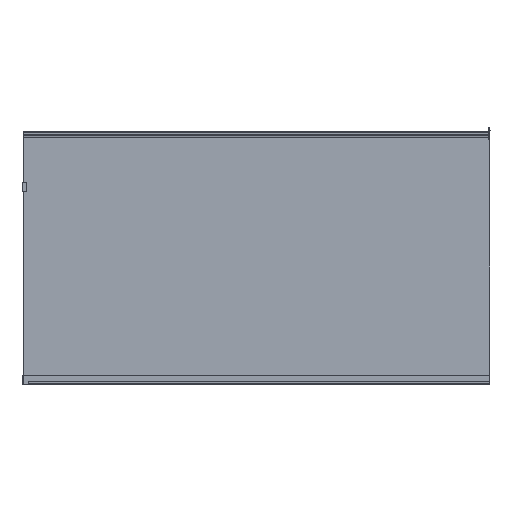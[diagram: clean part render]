
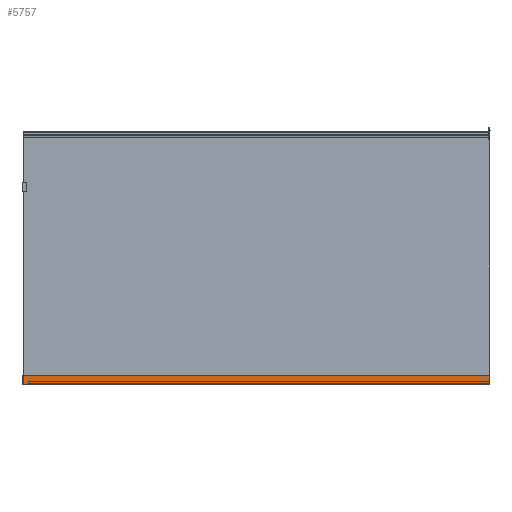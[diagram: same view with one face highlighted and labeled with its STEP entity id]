
A CAD part, left-side view. The second image highlights one B-rep face of the part: STEP entity #5757.
In plain terms, the highlighted cylindrical face has radius 960.746 mm (diameter 1921.49 mm), a partial arc.
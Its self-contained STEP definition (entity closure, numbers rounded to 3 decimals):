
#1853 = CYLINDRICAL_SURFACE ( 'NONE', #4795, 960.747 ) ;
#2807 = EDGE_LOOP ( 'NONE', ( #43558, #18031, #32670, #21666 ) ) ;
#3895 = DIRECTION ( 'NONE',  ( 0., 1., 0. ) ) ;
#4733 = CARTESIAN_POINT ( 'NONE',  ( -4.65, 975.3, -473.706 ) ) ;
#4795 = AXIS2_PLACEMENT_3D ( 'NONE', #5351, #26671, #33976 ) ;
#4813 = EDGE_CURVE ( 'NONE', #25024, #31571, #25008, .T. ) ;
#5351 = CARTESIAN_POINT ( 'NONE',  ( 955.897, 975., -454.099 ) ) ;
#5757 = ADVANCED_FACE ( 'NONE', ( #18007 ), #1853, .T. ) ;
#6079 = EDGE_CURVE ( 'NONE', #8462, #25024, #28310, .T. ) ;
#8379 = CARTESIAN_POINT ( 'NONE',  ( -4.65, 975.3, -434.49 ) ) ;
#8462 = VERTEX_POINT ( 'NONE', #41697 ) ;
#11751 = DIRECTION ( 'NONE',  ( 0., 1., 0. ) ) ;
#12142 = CARTESIAN_POINT ( 'NONE',  ( 955.897, 975.3, -454.099 ) ) ;
#12627 = DIRECTION ( 'NONE',  ( 0., -1., 0. ) ) ;
#12900 = AXIS2_PLACEMENT_3D ( 'NONE', #15439, #11751, #37374 ) ;
#13137 = CARTESIAN_POINT ( 'NONE',  ( -4.65, 975., -473.706 ) ) ;
#15012 = EDGE_CURVE ( 'NONE', #8462, #45927, #43400, .T. ) ;
#15439 = CARTESIAN_POINT ( 'NONE',  ( 955.897, -975., -454.099 ) ) ;
#18007 = FACE_OUTER_BOUND ( 'NONE', #2807, .T. ) ;
#18031 = ORIENTED_EDGE ( 'NONE', *, *, #31017, .T. ) ;
#18228 = VECTOR ( 'NONE', #38749, 1000. ) ;
#21666 = ORIENTED_EDGE ( 'NONE', *, *, #6079, .T. ) ;
#25008 = LINE ( 'NONE', #36832, #30658 ) ;
#25024 = VERTEX_POINT ( 'NONE', #28979 ) ;
#26671 = DIRECTION ( 'NONE',  ( 0., -1., 0. ) ) ;
#28310 = CIRCLE ( 'NONE', #12900, 960.747 ) ;
#28979 = CARTESIAN_POINT ( 'NONE',  ( -4.65, -975., -434.49 ) ) ;
#30658 = VECTOR ( 'NONE', #3895, 1000. ) ;
#31017 = EDGE_CURVE ( 'NONE', #31571, #45927, #47073, .T. ) ;
#31571 = VERTEX_POINT ( 'NONE', #8379 ) ;
#32670 = ORIENTED_EDGE ( 'NONE', *, *, #15012, .F. ) ;
#33976 = DIRECTION ( 'NONE',  ( 1., 0., 0. ) ) ;
#36832 = CARTESIAN_POINT ( 'NONE',  ( -4.65, 975., -434.49 ) ) ;
#37374 = DIRECTION ( 'NONE',  ( 1., 0., 0. ) ) ;
#37759 = DIRECTION ( 'NONE',  ( 1., 0., 0. ) ) ;
#38749 = DIRECTION ( 'NONE',  ( 0., 1., 0. ) ) ;
#39452 = AXIS2_PLACEMENT_3D ( 'NONE', #12142, #12627, #37759 ) ;
#41697 = CARTESIAN_POINT ( 'NONE',  ( -4.65, -975., -473.706 ) ) ;
#43400 = LINE ( 'NONE', #13137, #18228 ) ;
#43558 = ORIENTED_EDGE ( 'NONE', *, *, #4813, .T. ) ;
#45927 = VERTEX_POINT ( 'NONE', #4733 ) ;
#47073 = CIRCLE ( 'NONE', #39452, 960.747 ) ;
